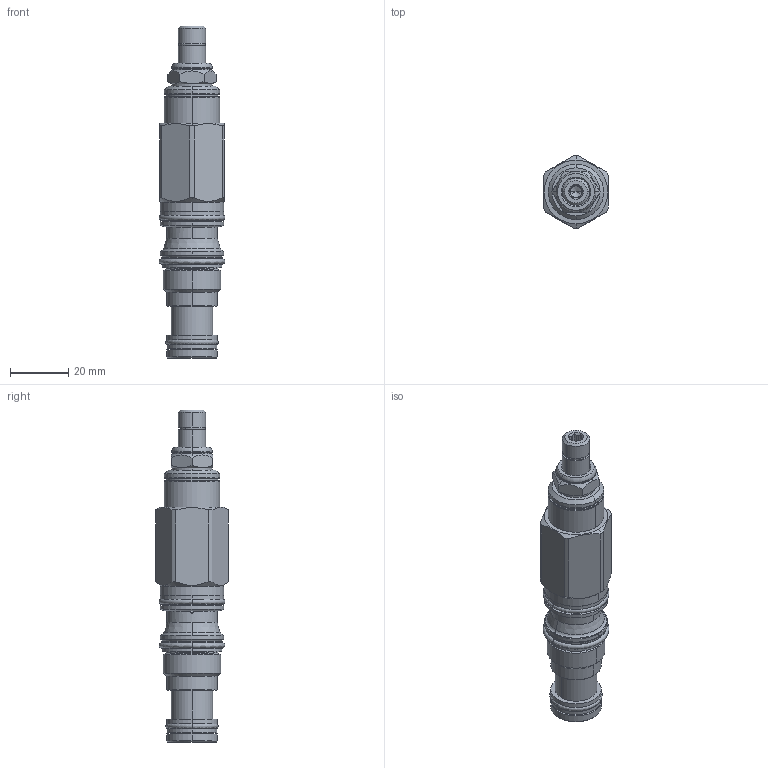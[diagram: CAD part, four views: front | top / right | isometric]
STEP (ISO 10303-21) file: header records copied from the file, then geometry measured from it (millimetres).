
FILE_DESCRIPTION((''),'2;1');
FILE_NAME('PRDR-LAN_PRT','2016-08-14T',('Administrator'),(''),'PRO/ENGINEER BY PARAMETRIC TECHNOLOGY CORPORATION, 2006240','PRO/ENGINEER BY PARAMETRIC TECHNOLOGY CORPORATION, 2006240','');
FILE_SCHEMA(('CONFIG_CONTROL_DESIGN'));
Length unit declared in the file: inch
Products named in the file (1): PRDR-LAN_PRT
Bounding box: 22.55 x 24.84 x 113.75 mm (x, y, z)
Volume: 30275.8 mm3; surface area: 11162.3 mm2
Topology: 5 solids, 5 shells, 311 faces, 693 edges, 420 vertices
Faces by surface type: cylinder 119, plane 73, torus 63, cone 44, revolution 12
Entity records: 10794 total; most frequent: CARTESIAN_POINT 3686, DIRECTION 1604, ORIENTED_EDGE 1378, AXIS2_PLACEMENT_3D 692, EDGE_CURVE 689, VERTEX_POINT 420, CIRCLE 393, EDGE_LOOP 363
